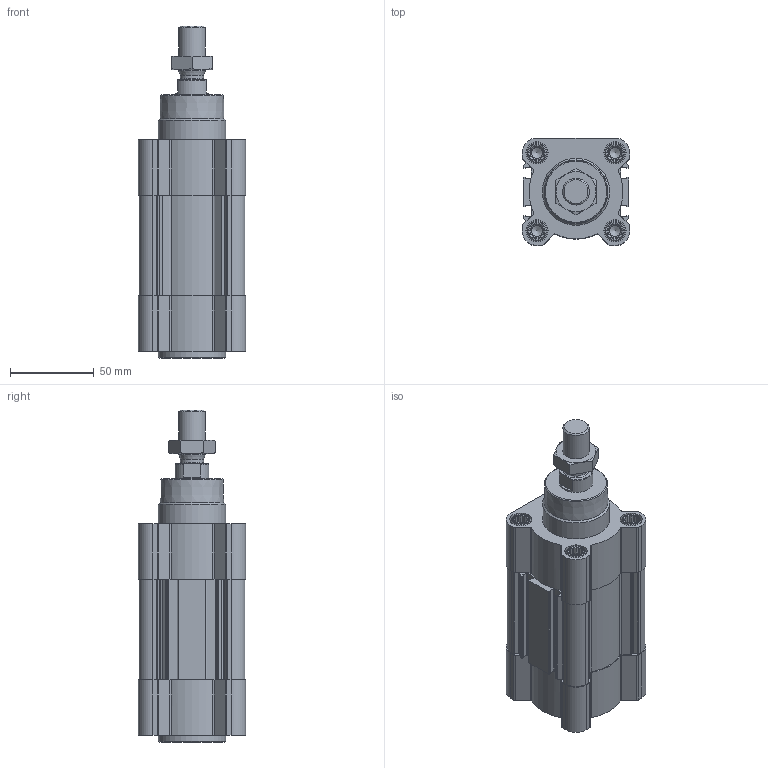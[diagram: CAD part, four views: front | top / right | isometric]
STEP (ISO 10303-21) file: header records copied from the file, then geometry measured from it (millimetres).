
FILE_DESCRIPTION(/* description */ ('STEP AP214'),/* implementation_level */ '2;1');
FILE_NAME(/* name */ '3659491_DSBC-50-20-D3-PPSA-N3',/* time_stamp */ '2024-08-21T06:47:58+02:00',/* author */ ('License CC BY-ND 4.0'),/* organization */ ('CADENAS'),/* preprocessor_version */ 'ST-DEVELOPER v19.3',/* originating_system */ 'PARTsolutions',/* authorisation */ ' ');
FILE_SCHEMA (('AUTOMOTIVE_DESIGN {1 0 10303 214 3 1 1}'));
Length unit declared in the file: millimetre
Products named in the file (4): 3659491 DSBC-50-20-D3-PPSA-N3---(0); 1463770 DSBC-50-20-D3-PPSA_(Z_0); 1463770 DSBC-50-20_(K); DIN-439-B - M16x1.5(F)
Assembly tree (3 placements, depth 2):
  3659491 DSBC-50-20-D3-PPSA-N3---(0)
    1463770 DSBC-50-20-D3-PPSA_(Z_0)
    1463770 DSBC-50-20_(K)
    DIN-439-B - M16x1.5(F)
Bounding box: 64 x 64 x 197.8 mm (x, y, z)
Volume: 437262 mm3; surface area: 100068.2 mm2
Topology: 3 solids, 3 shells, 587 faces, 1584 edges, 1034 vertices
Faces by surface type: plane 373, cylinder 166, cone 46, torus 2
Full cylindrical faces by diameter (mm): 6.647 x8, 8 x8, 11.445 x2, 12 x8, 13.2 x8, 13.9 x1, 14.376 x1, 16 x1, 20 x2, 40 x2, 50 x2
Entity records: 18046 total; most frequent: CARTESIAN_POINT 3736, ORIENTED_EDGE 2944, DIRECTION 2835, EDGE_CURVE 1472, VERTEX_POINT 1019, AXIS2_PLACEMENT_3D 981, LINE 873, VECTOR 873
